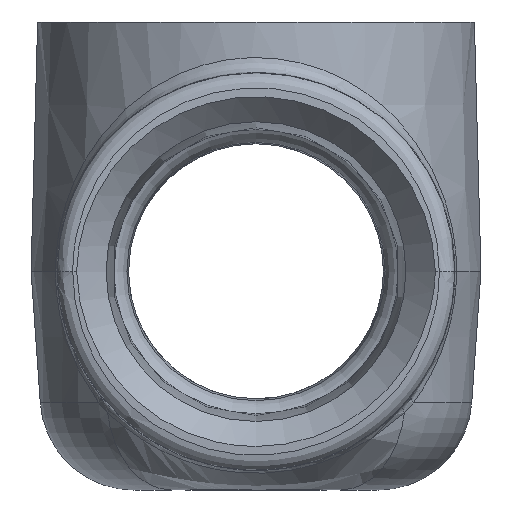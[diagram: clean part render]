
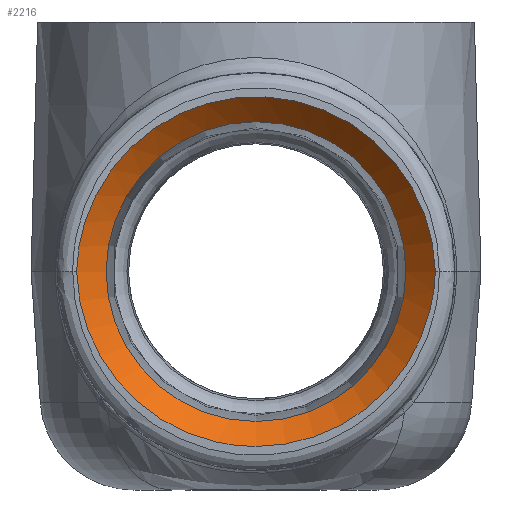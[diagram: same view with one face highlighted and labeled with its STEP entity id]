
A CAD part, front view. The second image highlights one B-rep face of the part: STEP entity #2216.
In plain terms, the highlighted conical face has half-angle 44.579 degrees and reference radius 18.256 mm.
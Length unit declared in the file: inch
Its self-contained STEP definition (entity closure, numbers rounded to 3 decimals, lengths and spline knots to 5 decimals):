
#38=ELLIPSE('',#2437,0.71948,0.71899);
#40=ELLIPSE('',#2440,0.71948,0.71899);
#73=FACE_BOUND('',#662,.T.);
#256=CONICAL_SURFACE('',#2505,0.71875,0.778);
#376=CIRCLE('',#2506,0.6005);
#498=FACE_OUTER_BOUND('',#661,.T.);
#661=EDGE_LOOP('',(#1840,#1841));
#662=EDGE_LOOP('',(#1842));
#1035=VERTEX_POINT('',#6299);
#1038=VERTEX_POINT('',#6304);
#1085=VERTEX_POINT('',#7984);
#1292=EDGE_CURVE('',#1035,#1038,#38,.T.);
#1294=EDGE_CURVE('',#1038,#1035,#40,.T.);
#1361=EDGE_CURVE('',#1085,#1085,#376,.T.);
#1840=ORIENTED_EDGE('',*,*,#1292,.T.);
#1841=ORIENTED_EDGE('',*,*,#1294,.T.);
#1842=ORIENTED_EDGE('',*,*,#1361,.F.);
#2216=ADVANCED_FACE('',(#498,#73),#256,.F.);
#2437=AXIS2_PLACEMENT_3D('',#6306,#2920,#2921);
#2440=AXIS2_PLACEMENT_3D('',#6309,#2926,#2927);
#2505=AXIS2_PLACEMENT_3D('',#7983,#3058,#3059);
#2506=AXIS2_PLACEMENT_3D('',#7985,#3060,#3061);
#2920=DIRECTION('center_axis',(0.,-1.,0.026));
#2921=DIRECTION('ref_axis',(0.,-0.026,-1.));
#2926=DIRECTION('center_axis',(0.,-1.,-0.026));
#2927=DIRECTION('ref_axis',(0.,-0.026,1.));
#3058=DIRECTION('center_axis',(0.,-1.,0.));
#3059=DIRECTION('ref_axis',(0.,0.,-1.));
#3060=DIRECTION('center_axis',(0.,-1.,0.));
#3061=DIRECTION('ref_axis',(0.,0.,-1.));
#6299=CARTESIAN_POINT('',(0.71875,-3.5085,0.));
#6304=CARTESIAN_POINT('',(-0.71875,-3.5085,0.));
#6306=CARTESIAN_POINT('Origin',(0.,-3.50899,-0.01856));
#6309=CARTESIAN_POINT('Origin',(0.,-3.50899,0.01856));
#7983=CARTESIAN_POINT('Origin',(0.,-3.5085,0.));
#7984=CARTESIAN_POINT('',(0.,-3.3885,-0.6005));
#7985=CARTESIAN_POINT('Origin',(0.,-3.3885,0.));
